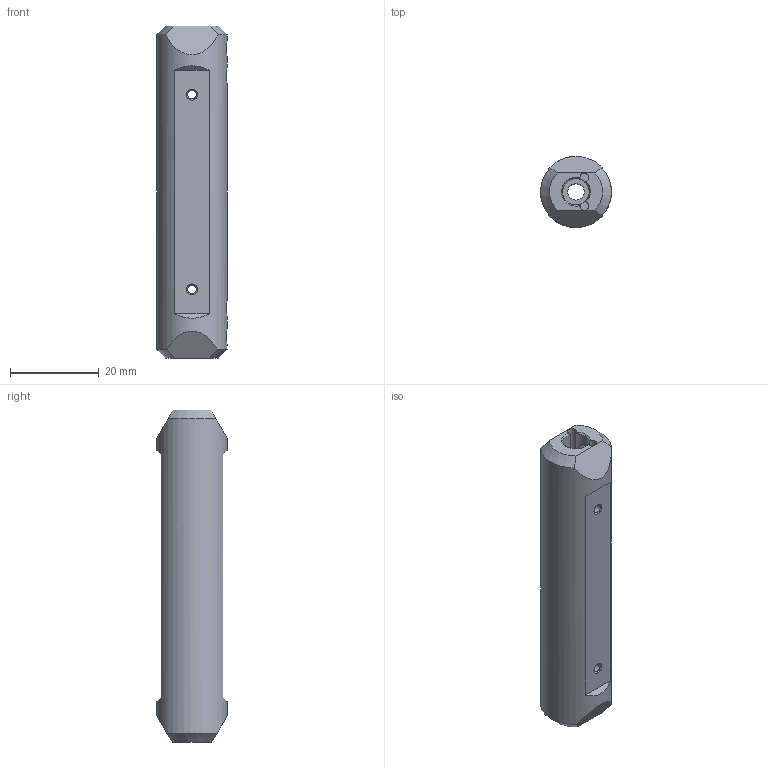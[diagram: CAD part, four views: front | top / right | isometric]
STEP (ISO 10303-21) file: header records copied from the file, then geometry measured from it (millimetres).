
FILE_DESCRIPTION (( 'STEP AP203' ), '1' );
FILE_NAME ('676.PT16-D.step', '2024-04-18T05:58:50', ( '' ), ( '' ), 'SwSTEP 2.0', 'SolidWorks 2022', '' );
FILE_SCHEMA (( 'CONFIG_CONTROL_DESIGN' ));
Length unit declared in the file: millimetre
Products named in the file (1): 676.PT16-D
Bounding box: 15.98 x 16 x 75 mm (x, y, z)
Volume: 11916.9 mm3; surface area: 5599.8 mm2
Topology: 1 solids, 1 shells, 47 faces, 132 edges, 86 vertices
Faces by surface type: plane 19, cylinder 16, cone 12
Full cylindrical faces by diameter (mm): 2 x4, 3.7 x1, 4.2 x4, 6 x1, 7 x1, 16 x1
Entity records: 2061 total; most frequent: CARTESIAN_POINT 920, ORIENTED_EDGE 208, DIRECTION 204, EDGE_CURVE 104, AXIS2_PLACEMENT_3D 90, EDGE_LOOP 82, VERTEX_POINT 76, FACE_OUTER_BOUND 59
